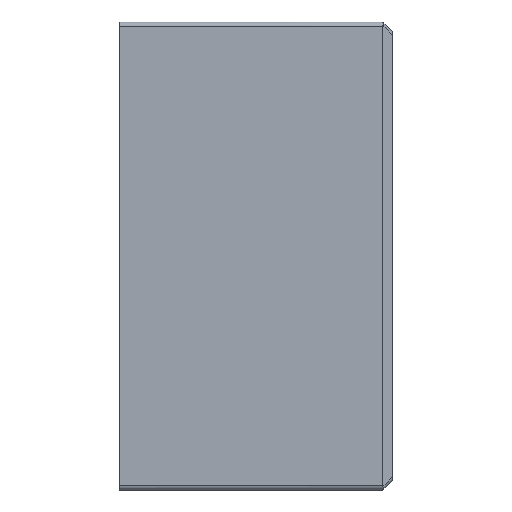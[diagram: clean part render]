
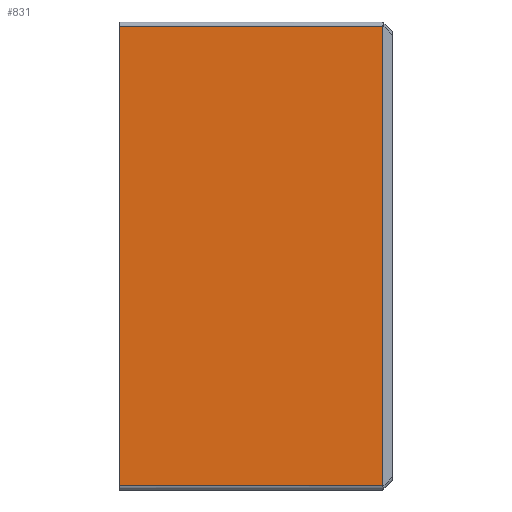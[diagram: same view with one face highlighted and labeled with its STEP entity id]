
A CAD part, left-side view. The second image highlights one B-rep face of the part: STEP entity #831.
In plain terms, the highlighted planar face has unit normal (-1, 0, 0).
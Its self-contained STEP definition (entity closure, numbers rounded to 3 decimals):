
#91=FACE_OUTER_BOUND('',#136,.T.);
#136=EDGE_LOOP('',(#711,#712,#713,#714));
#200=LINE('',#1320,#275);
#234=LINE('',#1428,#309);
#236=LINE('',#1435,#311);
#237=LINE('',#1437,#312);
#275=VECTOR('',#1049,4.7);
#309=VECTOR('',#1167,4.7);
#311=VECTOR('',#1175,2.7);
#312=VECTOR('',#1178,2.7);
#363=VERTEX_POINT('',#1317);
#364=VERTEX_POINT('',#1319);
#394=VERTEX_POINT('',#1422);
#396=VERTEX_POINT('',#1426);
#450=EDGE_CURVE('',#363,#364,#200,.T.);
#507=EDGE_CURVE('',#396,#394,#234,.T.);
#511=EDGE_CURVE('',#363,#394,#236,.T.);
#512=EDGE_CURVE('',#396,#364,#237,.T.);
#711=ORIENTED_EDGE('',*,*,#511,.T.);
#712=ORIENTED_EDGE('',*,*,#507,.F.);
#713=ORIENTED_EDGE('',*,*,#512,.T.);
#714=ORIENTED_EDGE('',*,*,#450,.F.);
#793=PLANE('',#941);
#831=ADVANCED_FACE('',(#91),#793,.T.);
#941=AXIS2_PLACEMENT_3D('',#1436,#1176,#1177);
#1049=DIRECTION('',(0.,0.,1.));
#1167=DIRECTION('',(0.,0.,-1.));
#1175=DIRECTION('',(0.,-1.,0.));
#1176=DIRECTION('center_axis',(-1.,0.,0.));
#1177=DIRECTION('ref_axis',(0.,0.,1.));
#1178=DIRECTION('',(0.,1.,0.));
#1317=CARTESIAN_POINT('',(-2.4,2.7,-2.35));
#1319=CARTESIAN_POINT('',(-2.4,2.7,2.35));
#1320=CARTESIAN_POINT('',(-2.4,2.7,-2.35));
#1422=CARTESIAN_POINT('',(-2.4,0.,-2.35));
#1426=CARTESIAN_POINT('',(-2.4,0.,2.35));
#1428=CARTESIAN_POINT('',(-2.4,0.,2.35));
#1435=CARTESIAN_POINT('',(-2.4,2.7,-2.35));
#1436=CARTESIAN_POINT('Origin',(-2.4,0.,-2.4));
#1437=CARTESIAN_POINT('',(-2.4,0.,2.35));
